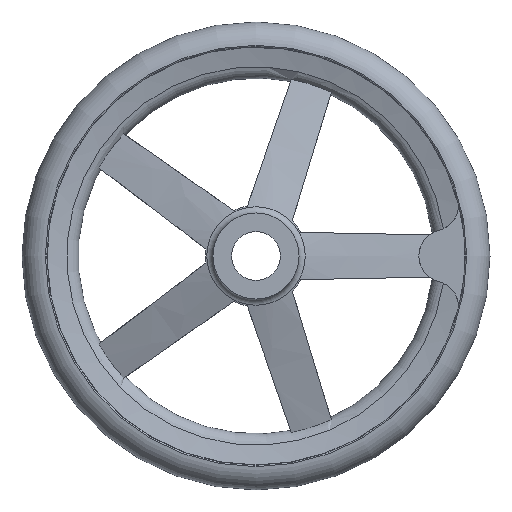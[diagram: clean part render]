
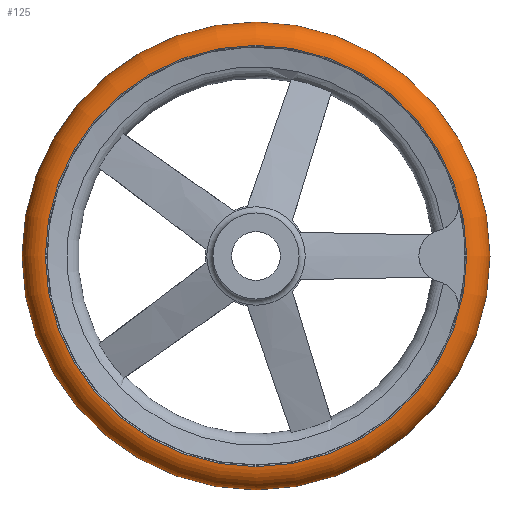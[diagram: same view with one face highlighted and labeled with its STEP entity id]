
A CAD part, front view. The second image highlights one B-rep face of the part: STEP entity #125.
In plain terms, the highlighted toroidal (fillet/blend) face has major radius 112 mm and minor radius 13 mm.
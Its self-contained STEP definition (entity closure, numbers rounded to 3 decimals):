
#125 = ADVANCED_FACE( '', ( #275, #276, #277 ), #278, .T. );
#275 = FACE_BOUND( '', #439, .T. );
#276 = FACE_OUTER_BOUND( '', #440, .T. );
#277 = FACE_OUTER_BOUND( '', #441, .T. );
#278 = TOROIDAL_SURFACE( '', #442, 112., 13. );
#439 = VERTEX_LOOP( '', #760 );
#440 = EDGE_LOOP( '', ( #761 ) );
#441 = EDGE_LOOP( '', ( #762 ) );
#442 = AXIS2_PLACEMENT_3D( '', #763, #764, #765 );
#760 = VERTEX_POINT( '', #1042 );
#761 = ORIENTED_EDGE( '', *, *, #999, .T. );
#762 = ORIENTED_EDGE( '', *, *, #936, .F. );
#763 = CARTESIAN_POINT( '', ( 0., 37., 0. ) );
#764 = DIRECTION( '', ( 0., -1., 0. ) );
#765 = DIRECTION( '', ( 0., 0., -1. ) );
#936 = EDGE_CURVE( '', #1115, #1115, #1116, .T. );
#999 = EDGE_CURVE( '', #1221, #1221, #1222, .T. );
#1042 = CARTESIAN_POINT( '', ( 0., 37., -125. ) );
#1115 = VERTEX_POINT( '', #1432 );
#1116 = CIRCLE( '', #1433, 112.542 );
#1221 = VERTEX_POINT( '', #1860 );
#1222 = CIRCLE( '', #1861, 112.542 );
#1432 = CARTESIAN_POINT( '', ( 0., 24.011, -112.542 ) );
#1433 = AXIS2_PLACEMENT_3D( '', #2177, #2178, #2179 );
#1860 = CARTESIAN_POINT( '', ( 0., 49.989, -112.542 ) );
#1861 = AXIS2_PLACEMENT_3D( '', #2254, #2255, #2256 );
#2177 = CARTESIAN_POINT( '', ( 0., 24.011, 0. ) );
#2178 = DIRECTION( '', ( 0., -1., 0. ) );
#2179 = DIRECTION( '', ( 0., 0., -1. ) );
#2254 = CARTESIAN_POINT( '', ( 0., 49.989, 0. ) );
#2255 = DIRECTION( '', ( 0., -1., 0. ) );
#2256 = DIRECTION( '', ( 0., 0., -1. ) );
